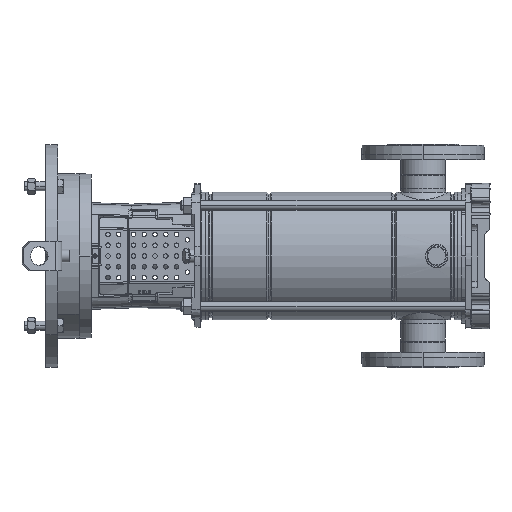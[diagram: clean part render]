
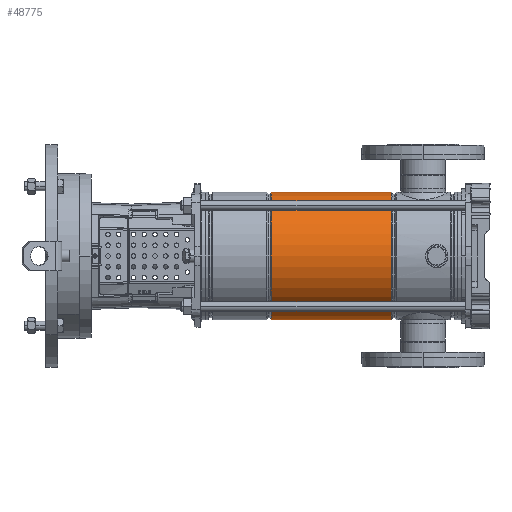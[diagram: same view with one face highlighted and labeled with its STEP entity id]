
A CAD part, left-side view. The second image highlights one B-rep face of the part: STEP entity #48775.
In plain terms, the highlighted cylindrical face has radius 85.9 mm (diameter 171.8 mm), a partial arc.
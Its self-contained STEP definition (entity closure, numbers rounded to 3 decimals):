
#2903 = CIRCLE ( 'NONE', #35832, 85.9 ) ;
#3147 = CYLINDRICAL_SURFACE ( 'NONE', #16406, 85.9 ) ;
#3453 = LINE ( 'NONE', #39548, #47740 ) ;
#5257 = DIRECTION ( 'NONE',  ( -1., 0., 0. ) ) ;
#6159 = ORIENTED_EDGE ( 'NONE', *, *, #30402, .F. ) ;
#7964 = CIRCLE ( 'NONE', #55498, 85.9 ) ;
#9441 = VERTEX_POINT ( 'NONE', #16709 ) ;
#11901 = EDGE_CURVE ( 'NONE', #15169, #42928, #3453, .T. ) ;
#13373 = VECTOR ( 'NONE', #29001, 1000. ) ;
#15169 = VERTEX_POINT ( 'NONE', #17448 ) ;
#15314 = CARTESIAN_POINT ( 'NONE',  ( -85.9, 0., 0. ) ) ;
#16406 = AXIS2_PLACEMENT_3D ( 'NONE', #35613, #49025, #35324 ) ;
#16709 = CARTESIAN_POINT ( 'NONE',  ( -85.9, 0., 93.897 ) ) ;
#16798 = FACE_OUTER_BOUND ( 'NONE', #47423, .T. ) ;
#17448 = CARTESIAN_POINT ( 'NONE',  ( 85.9, 0., 255.103 ) ) ;
#18985 = LINE ( 'NONE', #15314, #13373 ) ;
#21036 = DIRECTION ( 'NONE',  ( 0., 0., -1. ) ) ;
#28332 = EDGE_CURVE ( 'NONE', #48737, #9441, #18985, .T. ) ;
#28950 = DIRECTION ( 'NONE',  ( -1., 0., 0. ) ) ;
#29001 = DIRECTION ( 'NONE',  ( 0., 0., -1. ) ) ;
#30402 = EDGE_CURVE ( 'NONE', #42928, #9441, #2903, .T. ) ;
#30470 = CARTESIAN_POINT ( 'NONE',  ( -85.9, 0., 255.103 ) ) ;
#31008 = CARTESIAN_POINT ( 'NONE',  ( 85.9, 0., 93.897 ) ) ;
#32883 = DIRECTION ( 'NONE',  ( 0., 0., -1. ) ) ;
#34763 = ORIENTED_EDGE ( 'NONE', *, *, #57908, .T. ) ;
#35324 = DIRECTION ( 'NONE',  ( -1., 0., 0. ) ) ;
#35613 = CARTESIAN_POINT ( 'NONE',  ( 0., 0., 0. ) ) ;
#35832 = AXIS2_PLACEMENT_3D ( 'NONE', #48389, #21036, #28950 ) ;
#39548 = CARTESIAN_POINT ( 'NONE',  ( 85.9, 0., 0. ) ) ;
#41563 = ORIENTED_EDGE ( 'NONE', *, *, #28332, .T. ) ;
#42928 = VERTEX_POINT ( 'NONE', #31008 ) ;
#47423 = EDGE_LOOP ( 'NONE', ( #59521, #34763, #41563, #6159 ) ) ;
#47740 = VECTOR ( 'NONE', #58104, 1000. ) ;
#48389 = CARTESIAN_POINT ( 'NONE',  ( 0., 0., 93.897 ) ) ;
#48737 = VERTEX_POINT ( 'NONE', #30470 ) ;
#48775 = ADVANCED_FACE ( 'NONE', ( #16798 ), #3147, .T. ) ;
#49025 = DIRECTION ( 'NONE',  ( 0., 0., -1. ) ) ;
#55352 = CARTESIAN_POINT ( 'NONE',  ( 0., 0., 255.103 ) ) ;
#55498 = AXIS2_PLACEMENT_3D ( 'NONE', #55352, #32883, #5257 ) ;
#57908 = EDGE_CURVE ( 'NONE', #15169, #48737, #7964, .T. ) ;
#58104 = DIRECTION ( 'NONE',  ( 0., 0., -1. ) ) ;
#59521 = ORIENTED_EDGE ( 'NONE', *, *, #11901, .F. ) ;
